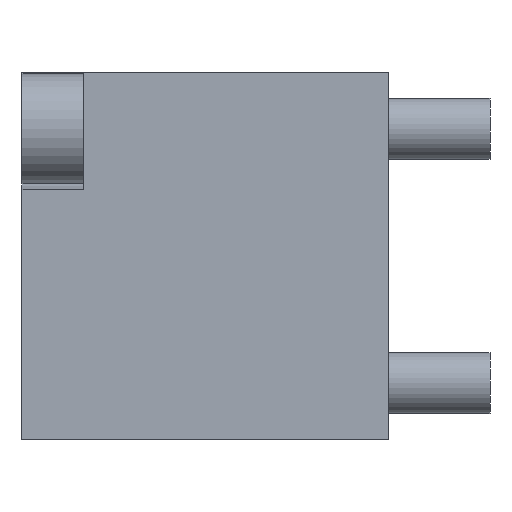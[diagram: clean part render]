
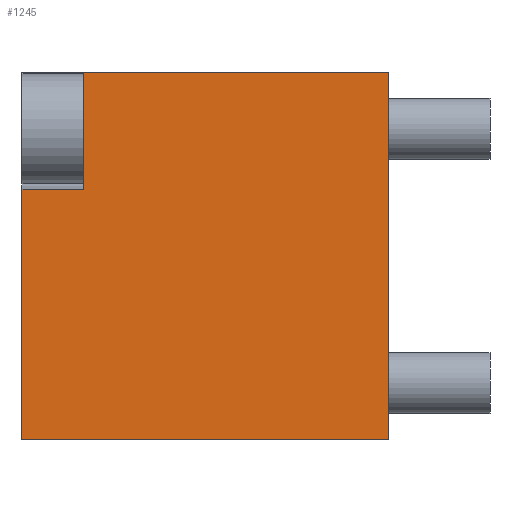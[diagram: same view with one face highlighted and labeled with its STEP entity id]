
A CAD part, left-side view. The second image highlights one B-rep face of the part: STEP entity #1245.
In plain terms, the highlighted planar face has unit normal (-1, 0, 0).
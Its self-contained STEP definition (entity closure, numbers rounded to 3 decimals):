
#992=CARTESIAN_POINT('',(-26.5,10.75,3.25));
#993=VERTEX_POINT('',#992);
#1001=CARTESIAN_POINT('',(-26.5,13.75,3.25));
#1002=VERTEX_POINT('',#1001);
#1009=CARTESIAN_POINT('',(-26.5,10.75,3.25));
#1010=DIRECTION('',(0.0,1.0,0.0));
#1011=VECTOR('',#1010,3.0);
#1012=LINE('',#1009,#1011);
#1013=EDGE_CURVE('',#993,#1002,#1012,.T.);
#1026=CARTESIAN_POINT('',(-26.5,10.75,9.0));
#1027=VERTEX_POINT('',#1026);
#1028=CARTESIAN_POINT('',(-26.5,10.75,9.0));
#1029=DIRECTION('',(0.0,0.0,-1.0));
#1030=VECTOR('',#1029,5.75);
#1031=LINE('',#1028,#1030);
#1032=EDGE_CURVE('',#1027,#993,#1031,.T.);
#1093=CARTESIAN_POINT('',(-26.5,-4.25,-9.0));
#1094=VERTEX_POINT('',#1093);
#1101=CARTESIAN_POINT('',(-26.5,13.75,-9.0));
#1102=VERTEX_POINT('',#1101);
#1103=CARTESIAN_POINT('',(-26.5,13.75,-9.0));
#1104=DIRECTION('',(0.0,-1.0,0.0));
#1105=VECTOR('',#1104,18.0);
#1106=LINE('',#1103,#1105);
#1107=EDGE_CURVE('',#1102,#1094,#1106,.T.);
#1125=CARTESIAN_POINT('',(-26.5,-4.25,9.0));
#1126=VERTEX_POINT('',#1125);
#1127=CARTESIAN_POINT('',(-26.5,-4.25,9.0));
#1128=DIRECTION('',(0.0,1.0,0.0));
#1129=VECTOR('',#1128,15.);
#1130=LINE('',#1127,#1129);
#1131=EDGE_CURVE('',#1126,#1027,#1130,.T.);
#1199=CARTESIAN_POINT('',(-26.5,13.75,-9.0));
#1200=DIRECTION('',(0.0,0.0,1.0));
#1201=VECTOR('',#1200,12.25);
#1202=LINE('',#1199,#1201);
#1203=EDGE_CURVE('',#1102,#1002,#1202,.T.);
#1227=CARTESIAN_POINT('',(-26.5,-4.25,0.0));
#1228=DIRECTION('',(-1.0,0.0,0.0));
#1229=DIRECTION('',(0.0,0.0,1.0));
#1230=AXIS2_PLACEMENT_3D('',#1227,#1228,#1229);
#1231=PLANE('',#1230);
#1232=ORIENTED_EDGE('',*,*,#1032,.T.);
#1233=ORIENTED_EDGE('',*,*,#1013,.T.);
#1234=ORIENTED_EDGE('',*,*,#1203,.F.);
#1235=ORIENTED_EDGE('',*,*,#1107,.T.);
#1236=CARTESIAN_POINT('',(-26.5,-4.25,9.0));
#1237=DIRECTION('',(0.0,0.0,-1.0));
#1238=VECTOR('',#1237,18.0);
#1239=LINE('',#1236,#1238);
#1240=EDGE_CURVE('',#1126,#1094,#1239,.T.);
#1241=ORIENTED_EDGE('',*,*,#1240,.F.);
#1242=ORIENTED_EDGE('',*,*,#1131,.T.);
#1243=EDGE_LOOP('',(#1232,#1233,#1234,#1235,#1241,#1242));
#1244=FACE_OUTER_BOUND('',#1243,.T.);
#1245=ADVANCED_FACE('',(#1244),#1231,.T.);
